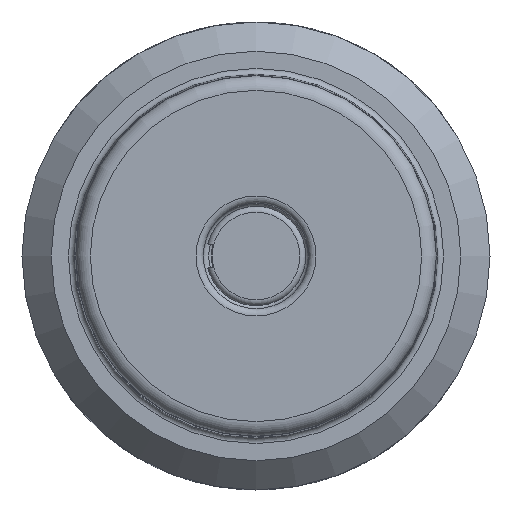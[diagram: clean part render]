
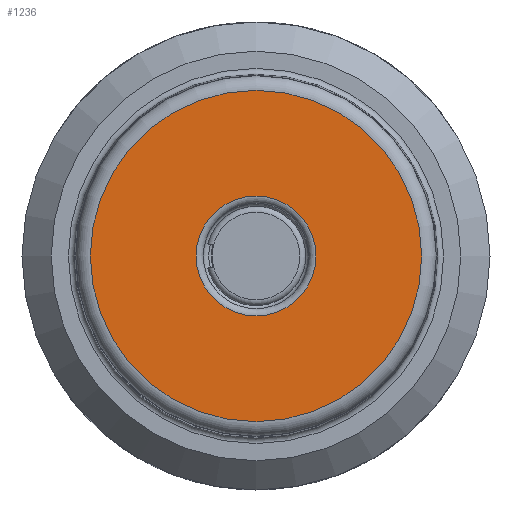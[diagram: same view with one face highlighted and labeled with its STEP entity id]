
A CAD part, left-side view. The second image highlights one B-rep face of the part: STEP entity #1236.
In plain terms, the highlighted planar face has unit normal (-1, 0, 0).
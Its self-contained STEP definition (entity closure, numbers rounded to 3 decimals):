
#1236 = ADVANCED_FACE( '', ( #2641, #2642 ), #2643, .F. );
#2641 = FACE_BOUND( '', #4245, .T. );
#2642 = FACE_OUTER_BOUND( '', #4246, .T. );
#2643 = PLANE( '', #4247 );
#4245 = EDGE_LOOP( '', ( #8891 ) );
#4246 = EDGE_LOOP( '', ( #8892 ) );
#4247 = AXIS2_PLACEMENT_3D( '', #8893, #8894, #8895 );
#8891 = ORIENTED_EDGE( '', *, *, #11343, .T. );
#8892 = ORIENTED_EDGE( '', *, *, #10946, .T. );
#8893 = CARTESIAN_POINT( '', ( -60., 0., 12.322 ) );
#8894 = DIRECTION( '', ( 1., 0., 0. ) );
#8895 = DIRECTION( '', ( 0., 0., -1. ) );
#10946 = EDGE_CURVE( '', #13170, #13170, #13171, .F. );
#11343 = EDGE_CURVE( '', #13850, #13850, #13851, .T. );
#13170 = VERTEX_POINT( '', #16509 );
#13171 = CIRCLE( '', #16510, 11.327 );
#13850 = VERTEX_POINT( '', #17622 );
#13851 = CIRCLE( '', #17623, 4.1 );
#16509 = CARTESIAN_POINT( '', ( -60., 0., -11.327 ) );
#16510 = AXIS2_PLACEMENT_3D( '', #21381, #21382, #21383 );
#17622 = CARTESIAN_POINT( '', ( -60., 0., -4.1 ) );
#17623 = AXIS2_PLACEMENT_3D( '', #21745, #21746, #21747 );
#21381 = CARTESIAN_POINT( '', ( -60., 0., 0. ) );
#21382 = DIRECTION( '', ( 1., 0., 0. ) );
#21383 = DIRECTION( '', ( 0., 0., -1. ) );
#21745 = CARTESIAN_POINT( '', ( -60., 0., 0. ) );
#21746 = DIRECTION( '', ( 1., 0., 0. ) );
#21747 = DIRECTION( '', ( 0., 0., -1. ) );
